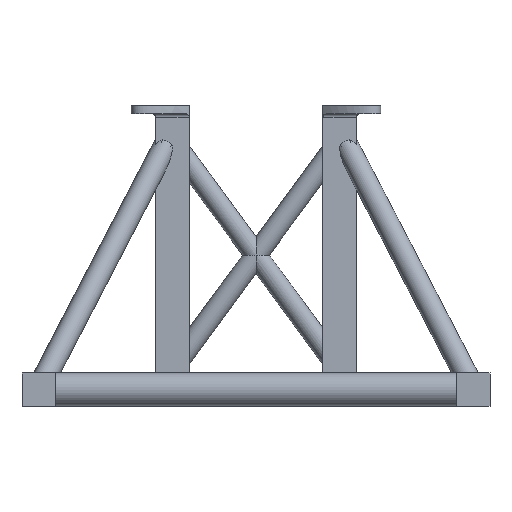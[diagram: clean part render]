
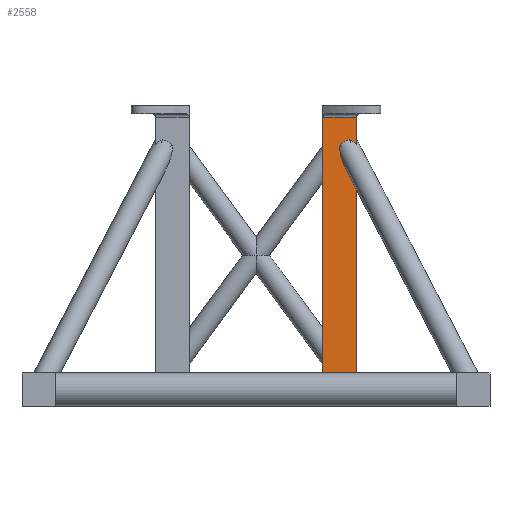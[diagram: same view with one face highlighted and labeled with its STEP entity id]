
A CAD part, front view. The second image highlights one B-rep face of the part: STEP entity #2558.
In plain terms, the highlighted planar face has unit normal (0, -1, 0).
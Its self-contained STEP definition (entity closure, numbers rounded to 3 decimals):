
#120=PLANE('',#2709);
#198=FACE_OUTER_BOUND('',#330,.T.);
#330=EDGE_LOOP('',(#1706,#1707,#1708,#1709,#1710,#1711,#1712,#1713,#1714,
#1715));
#488=ELLIPSE('',#2710,5.657,4.);
#489=ELLIPSE('',#2711,8.355,3.5);
#490=ELLIPSE('',#2712,8.355,3.5);
#634=LINE('',#3856,#830);
#635=LINE('',#3859,#831);
#638=LINE('',#3869,#834);
#641=LINE('',#3879,#837);
#642=LINE('',#3880,#838);
#643=LINE('',#3884,#839);
#644=LINE('',#3886,#840);
#830=VECTOR('',#3020,10.);
#831=VECTOR('',#3023,10.);
#834=VECTOR('',#3030,10.);
#837=VECTOR('',#3039,10.);
#838=VECTOR('',#3040,10.);
#839=VECTOR('',#3045,10.);
#840=VECTOR('',#3046,10.);
#1023=VERTEX_POINT('',#3825);
#1028=VERTEX_POINT('',#3845);
#1029=VERTEX_POINT('',#3858);
#1031=VERTEX_POINT('',#3862);
#1033=VERTEX_POINT('',#3866);
#1034=VERTEX_POINT('',#3868);
#1036=VERTEX_POINT('',#3872);
#1038=VERTEX_POINT('',#3878);
#1039=VERTEX_POINT('',#3882);
#1040=VERTEX_POINT('',#3885);
#1281=EDGE_CURVE('',#1028,#1023,#634,.T.);
#1282=EDGE_CURVE('',#1029,#1023,#635,.T.);
#1287=EDGE_CURVE('',#1034,#1033,#638,.T.);
#1292=EDGE_CURVE('',#1038,#1028,#641,.T.);
#1293=EDGE_CURVE('',#1036,#1038,#642,.T.);
#1294=EDGE_CURVE('',#1036,#1034,#488,.T.);
#1295=EDGE_CURVE('',#1033,#1039,#489,.T.);
#1296=EDGE_CURVE('',#1039,#1031,#643,.T.);
#1297=EDGE_CURVE('',#1031,#1040,#644,.T.);
#1298=EDGE_CURVE('',#1040,#1029,#490,.T.);
#1706=ORIENTED_EDGE('',*,*,#1281,.F.);
#1707=ORIENTED_EDGE('',*,*,#1292,.F.);
#1708=ORIENTED_EDGE('',*,*,#1293,.F.);
#1709=ORIENTED_EDGE('',*,*,#1294,.T.);
#1710=ORIENTED_EDGE('',*,*,#1287,.T.);
#1711=ORIENTED_EDGE('',*,*,#1295,.T.);
#1712=ORIENTED_EDGE('',*,*,#1296,.T.);
#1713=ORIENTED_EDGE('',*,*,#1297,.T.);
#1714=ORIENTED_EDGE('',*,*,#1298,.T.);
#1715=ORIENTED_EDGE('',*,*,#1282,.T.);
#2558=ADVANCED_FACE('',(#198),#120,.T.);
#2709=AXIS2_PLACEMENT_3D('',#3877,#3037,#3038);
#2710=AXIS2_PLACEMENT_3D('',#3881,#3041,#3042);
#2711=AXIS2_PLACEMENT_3D('',#3883,#3043,#3044);
#2712=AXIS2_PLACEMENT_3D('',#3887,#3047,#3048);
#3020=DIRECTION('',(1.,0.,0.));
#3023=DIRECTION('',(0.,0.,1.));
#3030=DIRECTION('',(0.,0.,1.));
#3037=DIRECTION('center_axis',(0.,-1.,0.));
#3038=DIRECTION('ref_axis',(1.,0.,0.));
#3039=DIRECTION('',(0.,0.,1.));
#3040=DIRECTION('',(-1.,0.,0.));
#3041=DIRECTION('center_axis',(0.,1.,0.));
#3042=DIRECTION('ref_axis',(-1.,0.,0.));
#3043=DIRECTION('center_axis',(0.,1.,0.));
#3044=DIRECTION('ref_axis',(-0.461,0.,0.887));
#3045=DIRECTION('',(0.64,0.,-0.768));
#3046=DIRECTION('',(-0.261,0.,0.965));
#3047=DIRECTION('center_axis',(0.,1.,0.));
#3048=DIRECTION('ref_axis',(-0.461,0.,0.887));
#3825=CARTESIAN_POINT('',(0.,-60.,86.5));
#3845=CARTESIAN_POINT('',(-10.,-60.,86.5));
#3856=CARTESIAN_POINT('',(-5.658,-60.,86.5));
#3858=CARTESIAN_POINT('',(0.,-60.,78.414));
#3859=CARTESIAN_POINT('',(0.,-60.,0.));
#3862=CARTESIAN_POINT('',(0.,-60.,72.506));
#3866=CARTESIAN_POINT('',(0.,-60.,66.598));
#3868=CARTESIAN_POINT('',(0.,-60.,8.));
#3869=CARTESIAN_POINT('',(0.,-60.,0.));
#3872=CARTESIAN_POINT('',(0.,-60.,0.));
#3877=CARTESIAN_POINT('Origin',(-10.,-60.,0.));
#3878=CARTESIAN_POINT('',(-10.,-60.,0.));
#3879=CARTESIAN_POINT('',(-10.,-60.,0.));
#3880=CARTESIAN_POINT('',(0.,-60.,0.));
#3881=CARTESIAN_POINT('Origin',(0.,-60.,4.));
#3882=CARTESIAN_POINT('',(-4.853,-60.,78.334));
#3883=CARTESIAN_POINT('Origin',(0.,-60.,72.506));
#3884=CARTESIAN_POINT('',(-2.427,-60.,75.42));
#3885=CARTESIAN_POINT('',(-1.983,-60.,79.826));
#3886=CARTESIAN_POINT('',(-0.992,-60.,76.166));
#3887=CARTESIAN_POINT('Origin',(0.,-60.,72.506));
